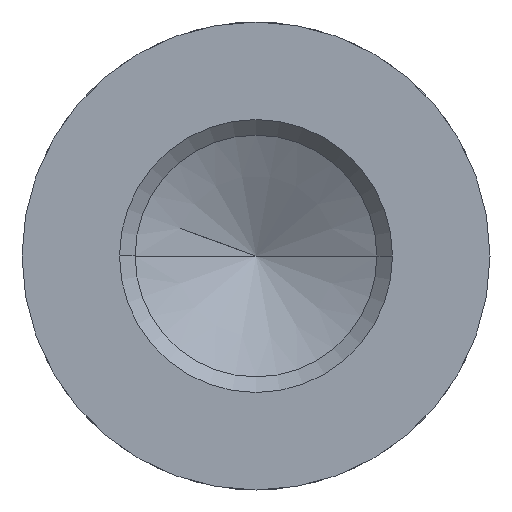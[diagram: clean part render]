
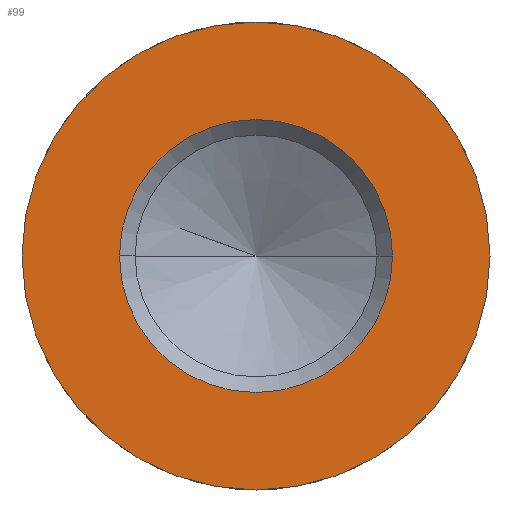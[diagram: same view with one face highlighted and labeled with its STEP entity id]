
A CAD part, front view. The second image highlights one B-rep face of the part: STEP entity #99.
In plain terms, the highlighted planar face has unit normal (0, -1, 0).
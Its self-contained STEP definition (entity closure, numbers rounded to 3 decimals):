
#34=FACE_BOUND('',#179,.T.);
#35=FACE_BOUND('',#180,.T.);
#99=ADVANCED_FACE('',(#34,#35),#123,.T.);
#123=PLANE('',#646);
#179=EDGE_LOOP('',(#292,#293));
#180=EDGE_LOOP('',(#294,#295));
#215=CIRCLE('',#630,8.75);
#221=CIRCLE('',#641,15.);
#222=CIRCLE('',#643,15.);
#223=CIRCLE('',#645,8.75);
#292=ORIENTED_EDGE('',*,*,#479,.T.);
#293=ORIENTED_EDGE('',*,*,#498,.T.);
#294=ORIENTED_EDGE('',*,*,#495,.T.);
#295=ORIENTED_EDGE('',*,*,#497,.F.);
#422=VERTEX_POINT('',#969);
#424=VERTEX_POINT('',#973);
#435=VERTEX_POINT('',#1023);
#436=VERTEX_POINT('',#1025);
#479=EDGE_CURVE('',#422,#424,#215,.T.);
#495=EDGE_CURVE('',#436,#435,#221,.T.);
#497=EDGE_CURVE('',#436,#435,#222,.T.);
#498=EDGE_CURVE('',#424,#422,#223,.T.);
#630=AXIS2_PLACEMENT_3D('',#974,#726,#727);
#641=AXIS2_PLACEMENT_3D('',#1024,#756,#757);
#643=AXIS2_PLACEMENT_3D('',#1028,#761,#762);
#645=AXIS2_PLACEMENT_3D('',#1030,#765,#766);
#646=AXIS2_PLACEMENT_3D('',#1031,#767,#768);
#726=DIRECTION('',(0.,1.,0.));
#727=DIRECTION('',(1.,0.,0.));
#756=DIRECTION('',(0.,-1.,0.));
#757=DIRECTION('',(1.,0.,0.));
#761=DIRECTION('',(0.,1.,0.));
#762=DIRECTION('',(1.,0.,0.));
#765=DIRECTION('',(0.,1.,0.));
#766=DIRECTION('',(-1.,0.,0.));
#767=DIRECTION('',(0.,-1.,0.));
#768=DIRECTION('',(-1.,0.,0.));
#969=CARTESIAN_POINT('',(8.75,0.,0.));
#973=CARTESIAN_POINT('',(-8.75,0.,0.));
#974=CARTESIAN_POINT('',(0.,0.,0.));
#1023=CARTESIAN_POINT('',(-15.,0.,0.));
#1024=CARTESIAN_POINT('',(0.,0.,0.));
#1025=CARTESIAN_POINT('',(15.,0.,0.));
#1028=CARTESIAN_POINT('',(0.,0.,0.));
#1030=CARTESIAN_POINT('',(0.,0.,0.));
#1031=CARTESIAN_POINT('',(0.,0.,0.));
